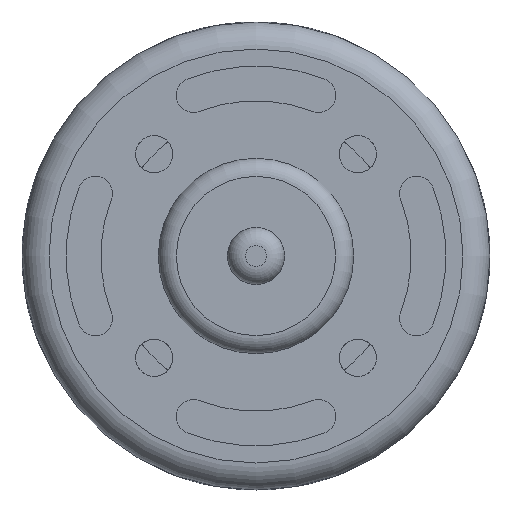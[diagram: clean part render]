
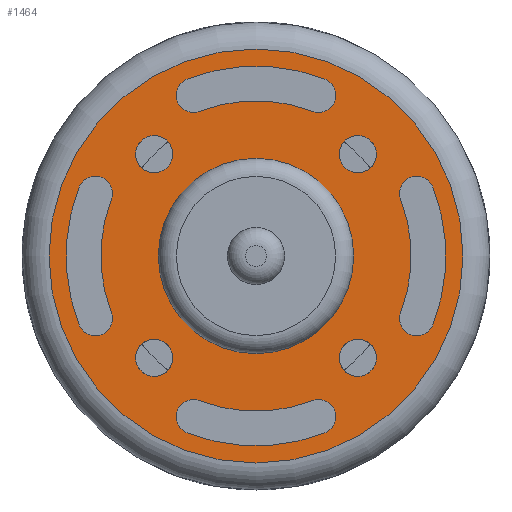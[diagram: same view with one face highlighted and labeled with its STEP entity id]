
A CAD part, left-side view. The second image highlights one B-rep face of the part: STEP entity #1464.
In plain terms, the highlighted planar face has unit normal (-1, 0, 0).
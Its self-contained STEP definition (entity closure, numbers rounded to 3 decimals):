
#32=PLANE('',#1630);
#91=CIRCLE('',#1537,17.25);
#93=CIRCLE('',#1540,1.925);
#95=CIRCLE('',#1543,21.1);
#97=CIRCLE('',#1546,1.925);
#99=CIRCLE('',#1549,17.25);
#101=CIRCLE('',#1552,1.925);
#103=CIRCLE('',#1555,21.1);
#105=CIRCLE('',#1558,1.925);
#107=CIRCLE('',#1561,17.25);
#109=CIRCLE('',#1564,1.925);
#111=CIRCLE('',#1567,21.1);
#113=CIRCLE('',#1570,1.925);
#158=CIRCLE('',#1631,17.25);
#159=CIRCLE('',#1632,1.925);
#160=CIRCLE('',#1633,21.1);
#161=CIRCLE('',#1634,1.925);
#162=CIRCLE('',#1635,2.067);
#163=CIRCLE('',#1636,2.067);
#164=CIRCLE('',#1637,2.067);
#165=CIRCLE('',#1638,2.067);
#166=CIRCLE('',#1639,23.);
#167=CIRCLE('',#1640,10.85);
#576=ORIENTED_EDGE('',*,*,#807,.T.);
#577=ORIENTED_EDGE('',*,*,#811,.T.);
#578=ORIENTED_EDGE('',*,*,#814,.T.);
#579=ORIENTED_EDGE('',*,*,#816,.T.);
#580=ORIENTED_EDGE('',*,*,#819,.T.);
#581=ORIENTED_EDGE('',*,*,#823,.T.);
#582=ORIENTED_EDGE('',*,*,#826,.T.);
#583=ORIENTED_EDGE('',*,*,#828,.T.);
#584=ORIENTED_EDGE('',*,*,#831,.T.);
#585=ORIENTED_EDGE('',*,*,#835,.T.);
#586=ORIENTED_EDGE('',*,*,#838,.T.);
#587=ORIENTED_EDGE('',*,*,#840,.T.);
#588=ORIENTED_EDGE('',*,*,#937,.T.);
#589=ORIENTED_EDGE('',*,*,#938,.T.);
#590=ORIENTED_EDGE('',*,*,#939,.T.);
#591=ORIENTED_EDGE('',*,*,#940,.T.);
#592=ORIENTED_EDGE('',*,*,#941,.T.);
#593=ORIENTED_EDGE('',*,*,#942,.T.);
#594=ORIENTED_EDGE('',*,*,#943,.T.);
#595=ORIENTED_EDGE('',*,*,#944,.T.);
#596=ORIENTED_EDGE('',*,*,#945,.T.);
#597=ORIENTED_EDGE('',*,*,#946,.F.);
#807=EDGE_CURVE('',#1015,#1014,#91,.T.);
#811=EDGE_CURVE('',#1014,#1018,#93,.T.);
#814=EDGE_CURVE('',#1018,#1020,#95,.T.);
#816=EDGE_CURVE('',#1020,#1015,#97,.T.);
#819=EDGE_CURVE('',#1023,#1022,#99,.T.);
#823=EDGE_CURVE('',#1022,#1026,#101,.T.);
#826=EDGE_CURVE('',#1026,#1028,#103,.T.);
#828=EDGE_CURVE('',#1028,#1023,#105,.T.);
#831=EDGE_CURVE('',#1031,#1030,#107,.T.);
#835=EDGE_CURVE('',#1030,#1034,#109,.T.);
#838=EDGE_CURVE('',#1034,#1036,#111,.T.);
#840=EDGE_CURVE('',#1036,#1031,#113,.T.);
#937=EDGE_CURVE('',#1122,#1123,#158,.T.);
#938=EDGE_CURVE('',#1123,#1124,#159,.T.);
#939=EDGE_CURVE('',#1124,#1125,#160,.T.);
#940=EDGE_CURVE('',#1125,#1122,#161,.T.);
#941=EDGE_CURVE('',#1126,#1126,#162,.T.);
#942=EDGE_CURVE('',#1127,#1127,#163,.T.);
#943=EDGE_CURVE('',#1128,#1128,#164,.T.);
#944=EDGE_CURVE('',#1129,#1129,#165,.T.);
#945=EDGE_CURVE('',#1130,#1130,#166,.F.);
#946=EDGE_CURVE('',#1131,#1131,#167,.T.);
#1014=VERTEX_POINT('',#2196);
#1015=VERTEX_POINT('',#2198);
#1018=VERTEX_POINT('',#2205);
#1020=VERTEX_POINT('',#2211);
#1022=VERTEX_POINT('',#2220);
#1023=VERTEX_POINT('',#2222);
#1026=VERTEX_POINT('',#2229);
#1028=VERTEX_POINT('',#2235);
#1030=VERTEX_POINT('',#2244);
#1031=VERTEX_POINT('',#2246);
#1034=VERTEX_POINT('',#2253);
#1036=VERTEX_POINT('',#2259);
#1122=VERTEX_POINT('',#2590);
#1123=VERTEX_POINT('',#2591);
#1124=VERTEX_POINT('',#2593);
#1125=VERTEX_POINT('',#2595);
#1126=VERTEX_POINT('',#2598);
#1127=VERTEX_POINT('',#2600);
#1128=VERTEX_POINT('',#2602);
#1129=VERTEX_POINT('',#2604);
#1130=VERTEX_POINT('',#2606);
#1131=VERTEX_POINT('',#2608);
#1214=EDGE_LOOP('',(#576,#577,#578,#579));
#1215=EDGE_LOOP('',(#580,#581,#582,#583));
#1216=EDGE_LOOP('',(#584,#585,#586,#587));
#1217=EDGE_LOOP('',(#588,#589,#590,#591));
#1218=EDGE_LOOP('',(#592));
#1219=EDGE_LOOP('',(#593));
#1220=EDGE_LOOP('',(#594));
#1221=EDGE_LOOP('',(#595));
#1222=EDGE_LOOP('',(#596));
#1223=EDGE_LOOP('',(#597));
#1350=FACE_BOUND('',#1214,.T.);
#1351=FACE_BOUND('',#1215,.T.);
#1352=FACE_BOUND('',#1216,.T.);
#1353=FACE_BOUND('',#1217,.T.);
#1354=FACE_BOUND('',#1218,.T.);
#1355=FACE_BOUND('',#1219,.T.);
#1356=FACE_BOUND('',#1220,.T.);
#1357=FACE_BOUND('',#1221,.T.);
#1358=FACE_BOUND('',#1222,.T.);
#1359=FACE_BOUND('',#1223,.T.);
#1464=ADVANCED_FACE('',(#1350,#1351,#1352,#1353,#1354,#1355,#1356,#1357,
#1358,#1359),#32,.F.);
#1537=AXIS2_PLACEMENT_3D('',#2197,#1725,#1726);
#1540=AXIS2_PLACEMENT_3D('',#2206,#1733,#1734);
#1543=AXIS2_PLACEMENT_3D('',#2212,#1740,#1741);
#1546=AXIS2_PLACEMENT_3D('',#2215,#1746,#1747);
#1549=AXIS2_PLACEMENT_3D('',#2221,#1753,#1754);
#1552=AXIS2_PLACEMENT_3D('',#2230,#1761,#1762);
#1555=AXIS2_PLACEMENT_3D('',#2236,#1768,#1769);
#1558=AXIS2_PLACEMENT_3D('',#2239,#1774,#1775);
#1561=AXIS2_PLACEMENT_3D('',#2245,#1781,#1782);
#1564=AXIS2_PLACEMENT_3D('',#2254,#1789,#1790);
#1567=AXIS2_PLACEMENT_3D('',#2260,#1796,#1797);
#1570=AXIS2_PLACEMENT_3D('',#2263,#1802,#1803);
#1630=AXIS2_PLACEMENT_3D('',#2588,#1950,#1951);
#1631=AXIS2_PLACEMENT_3D('',#2589,#1952,#1953);
#1632=AXIS2_PLACEMENT_3D('',#2592,#1954,#1955);
#1633=AXIS2_PLACEMENT_3D('',#2594,#1956,#1957);
#1634=AXIS2_PLACEMENT_3D('',#2596,#1958,#1959);
#1635=AXIS2_PLACEMENT_3D('',#2597,#1960,#1961);
#1636=AXIS2_PLACEMENT_3D('',#2599,#1962,#1963);
#1637=AXIS2_PLACEMENT_3D('',#2601,#1964,#1965);
#1638=AXIS2_PLACEMENT_3D('',#2603,#1966,#1967);
#1639=AXIS2_PLACEMENT_3D('',#2605,#1968,#1969);
#1640=AXIS2_PLACEMENT_3D('',#2607,#1970,#1971);
#1725=DIRECTION('',(-1.,0.,0.));
#1726=DIRECTION('',(0.,-1.,0.));
#1733=DIRECTION('',(1.,0.,0.));
#1734=DIRECTION('',(0.,-1.,0.));
#1740=DIRECTION('',(1.,0.,0.));
#1741=DIRECTION('',(0.,-1.,0.));
#1746=DIRECTION('',(1.,0.,0.));
#1747=DIRECTION('',(0.,1.,0.));
#1753=DIRECTION('',(-1.,0.,0.));
#1754=DIRECTION('',(0.,0.,-1.));
#1761=DIRECTION('',(1.,0.,0.));
#1762=DIRECTION('',(0.,0.,-1.));
#1768=DIRECTION('',(1.,0.,0.));
#1769=DIRECTION('',(0.,0.,-1.));
#1774=DIRECTION('',(1.,0.,0.));
#1775=DIRECTION('',(0.,0.,1.));
#1781=DIRECTION('',(-1.,0.,0.));
#1782=DIRECTION('',(0.,1.,0.));
#1789=DIRECTION('',(1.,0.,0.));
#1790=DIRECTION('',(0.,1.,0.));
#1796=DIRECTION('',(1.,0.,0.));
#1797=DIRECTION('',(0.,1.,0.));
#1802=DIRECTION('',(1.,0.,0.));
#1803=DIRECTION('',(0.,-1.,0.));
#1950=DIRECTION('',(1.,0.,0.));
#1951=DIRECTION('',(0.,0.,-1.));
#1952=DIRECTION('',(-1.,0.,0.));
#1953=DIRECTION('',(0.,0.,1.));
#1954=DIRECTION('',(1.,0.,0.));
#1955=DIRECTION('',(0.,0.,1.));
#1956=DIRECTION('',(1.,0.,0.));
#1957=DIRECTION('',(0.,0.,1.));
#1958=DIRECTION('',(1.,0.,0.));
#1959=DIRECTION('',(0.,0.,-1.));
#1960=DIRECTION('',(1.,0.,0.));
#1961=DIRECTION('',(0.,0.,1.));
#1962=DIRECTION('',(1.,0.,0.));
#1963=DIRECTION('',(0.,0.,1.));
#1964=DIRECTION('',(1.,0.,0.));
#1965=DIRECTION('',(0.,0.,1.));
#1966=DIRECTION('',(1.,0.,0.));
#1967=DIRECTION('',(0.,0.,1.));
#1968=DIRECTION('',(1.,0.,0.));
#1969=DIRECTION('',(0.,0.,-1.));
#1970=DIRECTION('',(-1.,0.,0.));
#1971=DIRECTION('',(0.,0.,1.));
#2196=CARTESIAN_POINT('',(-69.,6.252,16.077));
#2197=CARTESIAN_POINT('',(-69.,0.,0.));
#2198=CARTESIAN_POINT('',(-69.,-6.252,16.077));
#2205=CARTESIAN_POINT('',(-69.,7.648,19.665));
#2206=CARTESIAN_POINT('',(-69.,6.95,17.871));
#2211=CARTESIAN_POINT('',(-69.,-7.648,19.665));
#2212=CARTESIAN_POINT('',(-69.,0.,0.));
#2215=CARTESIAN_POINT('',(-69.,-6.95,17.871));
#2220=CARTESIAN_POINT('',(-69.,-16.077,6.252));
#2221=CARTESIAN_POINT('',(-69.,0.,0.));
#2222=CARTESIAN_POINT('',(-69.,-16.077,-6.252));
#2229=CARTESIAN_POINT('',(-69.,-19.665,7.648));
#2230=CARTESIAN_POINT('',(-69.,-17.871,6.95));
#2235=CARTESIAN_POINT('',(-69.,-19.665,-7.648));
#2236=CARTESIAN_POINT('',(-69.,0.,0.));
#2239=CARTESIAN_POINT('',(-69.,-17.871,-6.95));
#2244=CARTESIAN_POINT('',(-69.,-6.252,-16.077));
#2245=CARTESIAN_POINT('',(-69.,0.,0.));
#2246=CARTESIAN_POINT('',(-69.,6.252,-16.077));
#2253=CARTESIAN_POINT('',(-69.,-7.648,-19.665));
#2254=CARTESIAN_POINT('',(-69.,-6.95,-17.871));
#2259=CARTESIAN_POINT('',(-69.,7.648,-19.665));
#2260=CARTESIAN_POINT('',(-69.,0.,0.));
#2263=CARTESIAN_POINT('',(-69.,6.95,-17.871));
#2588=CARTESIAN_POINT('',(-69.,0.,26.));
#2589=CARTESIAN_POINT('',(-69.,0.,0.));
#2590=CARTESIAN_POINT('',(-69.,16.077,6.252));
#2591=CARTESIAN_POINT('',(-69.,16.077,-6.252));
#2592=CARTESIAN_POINT('',(-69.,17.871,-6.95));
#2593=CARTESIAN_POINT('',(-69.,19.665,-7.648));
#2594=CARTESIAN_POINT('',(-69.,0.,0.));
#2595=CARTESIAN_POINT('',(-69.,19.665,7.648));
#2596=CARTESIAN_POINT('',(-69.,17.871,6.95));
#2597=CARTESIAN_POINT('',(-69.,-11.314,11.314));
#2598=CARTESIAN_POINT('',(-69.,-11.314,13.381));
#2599=CARTESIAN_POINT('',(-69.,11.314,-11.314));
#2600=CARTESIAN_POINT('',(-69.,11.314,-9.247));
#2601=CARTESIAN_POINT('',(-69.,11.314,11.314));
#2602=CARTESIAN_POINT('',(-69.,11.314,13.381));
#2603=CARTESIAN_POINT('',(-69.,-11.314,-11.314));
#2604=CARTESIAN_POINT('',(-69.,-11.314,-9.247));
#2605=CARTESIAN_POINT('',(-69.,0.,0.));
#2606=CARTESIAN_POINT('',(-69.,0.,-23.));
#2607=CARTESIAN_POINT('',(-69.,0.,0.));
#2608=CARTESIAN_POINT('',(-69.,0.,10.85));
